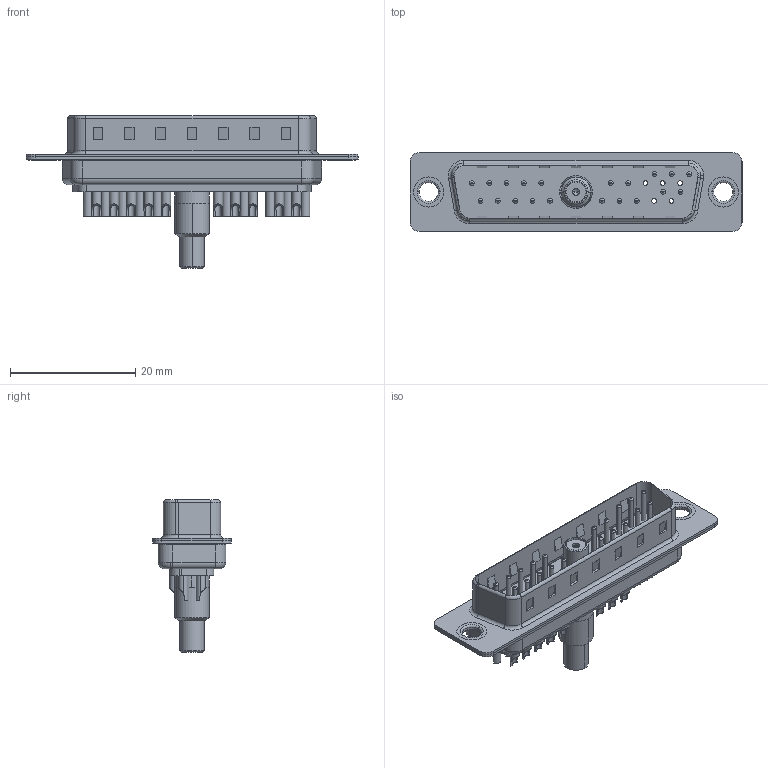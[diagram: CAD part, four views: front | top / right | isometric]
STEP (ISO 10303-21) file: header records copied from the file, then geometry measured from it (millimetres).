
FILE_DESCRIPTION (( 'STEP AP203' ), '1' );
FILE_NAME ('627-21W1622-7N1.STEP', '2019-05-28T01:22:38', ( '' ), ( '' ), 'SwSTEP 2.0', 'SolidWorks 2016', '' );
FILE_SCHEMA (( 'CONFIG_CONTROL_DESIGN' ));
Length unit declared in the file: millimetre
Products named in the file (14): 627Combo Contact Row 1_22; Solder Cover; Insulator Socket 2; 627-21W1622-7N1; Co-Ax Jack Assy_SC; 627Combo Housing_21W1; Insulator Socket; 627Combo Contact Row 2_22; 627Combo Shell Rear_25 Contacts; 627Combo Shell Front_25 Contacts; Locking Collar; Socket_Solder Cup; Co-Ax Jack_Solder Cup Tail; 627Combo Thru Hole Rivet
Assembly tree (32 placements, depth 3):
  627-21W1622-7N1
    627Combo Housing_21W1
    627Combo Shell Rear_25 Contacts
    627Combo Shell Front_25 Contacts
    627Combo Thru Hole Rivet  x2
    Co-Ax Jack Assy_SC
      Co-Ax Jack_Solder Cup Tail
      Insulator Socket
      Insulator Socket 2
      Locking Collar
      Socket_Solder Cup
      Solder Cover
    627Combo Contact Row 1_22  x10
    627Combo Contact Row 2_22  x10
Bounding box: 53 x 12.6 x 24.3 mm (x, y, z)
Volume: 2798.7 mm3; surface area: 7677.3 mm2
Topology: 31 solids, 31 shells, 1220 faces, 2844 edges, 1742 vertices
Faces by surface type: cylinder 505, plane 391, torus 262, cone 60, bspline 2
Entity records: 22085 total; most frequent: DIRECTION 3732, CARTESIAN_POINT 3598, ORIENTED_EDGE 3212, EDGE_CURVE 1606, AXIS2_PLACEMENT_3D 1463, VERTEX_POINT 1016, EDGE_LOOP 836, VECTOR 806
